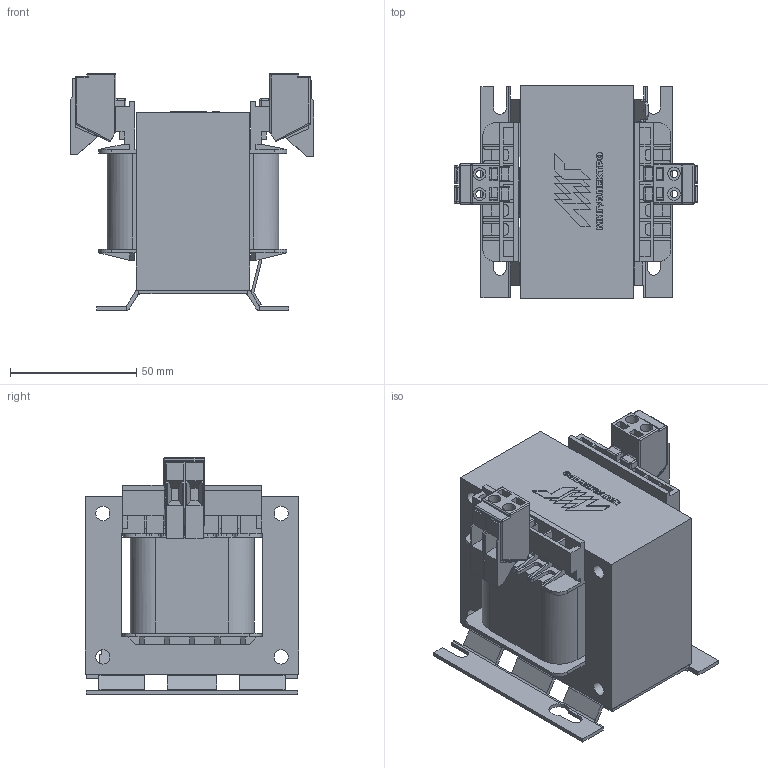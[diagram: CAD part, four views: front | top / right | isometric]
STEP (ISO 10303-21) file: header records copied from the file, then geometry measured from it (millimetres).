
FILE_DESCRIPTION(/* description */ (''),/* implementation_level */ '2;1');
FILE_NAME(/* name */ 'Transformer 100VA.stp',/* time_stamp */ '2023-10-06T17:43:43+03:00',/* author */ ('Василий'),/* organization */ (''),/* preprocessor_version */ 'ST-DEVELOPER v18.1',/* originating_system */ 'Autodesk Inventor 2021',/* authorisation */ '');
FILE_SCHEMA (('AUTOMOTIVE_DESIGN { 1 0 10303 214 3 1 1 }'));
Length unit declared in the file: millimetre
Products named in the file (1): Transformer 100VA
Bounding box: 96.65 x 84.4 x 93.75 mm (x, y, z)
Volume: 314725 mm3; surface area: 81171.9 mm2
Topology: 1 solids, 1 shells, 901 faces, 2600 edges, 1666 vertices
Faces by surface type: plane 708, cylinder 169, sphere 16, torus 8
Full cylindrical faces by diameter (mm): 1 x1, 3 x4, 5 x4, 5.7 x4
Entity records: 30266 total; most frequent: CARTESIAN_POINT 5227, ORIENTED_EDGE 5200, DIRECTION 4755, EDGE_CURVE 2600, LINE 2229, VECTOR 2229, VERTEX_POINT 1666, AXIS2_PLACEMENT_3D 1263
